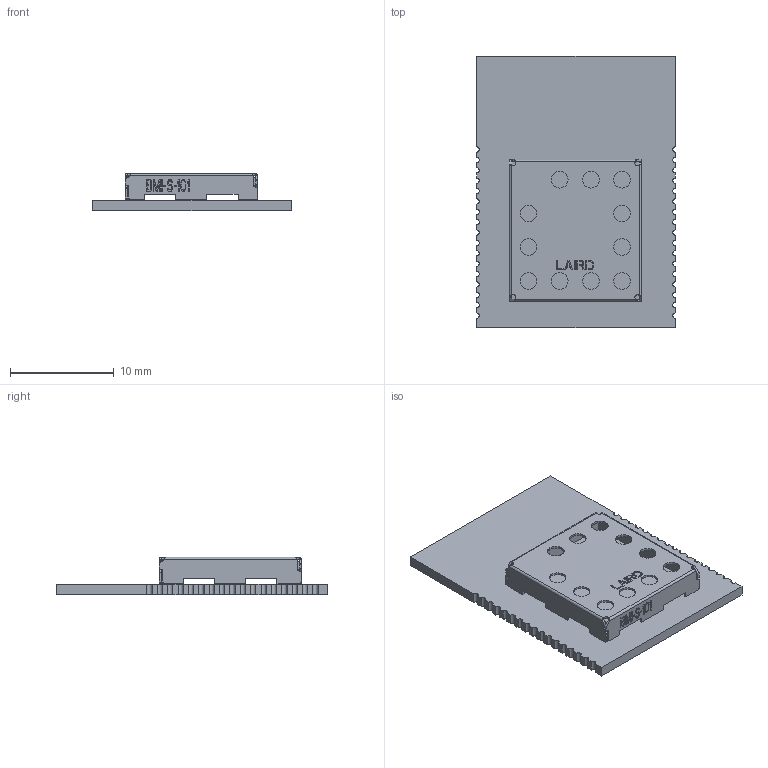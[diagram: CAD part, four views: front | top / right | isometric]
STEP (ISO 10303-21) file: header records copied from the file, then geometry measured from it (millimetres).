
FILE_DESCRIPTION(('KiCad electronic assembly'),'2;1');
FILE_NAME('dwm1001_3d.step','2018-05-29T13:31:12',('An Author'),( 'A Company'),'Open CASCADE STEP processor 6.9', 'KiCad to STEP converter','Unknown');
FILE_SCHEMA(('AUTOMOTIVE_DESIGN { 1 0 10303 214 1 1 1 1 }'));
Length unit declared in the file: millimetre
Products named in the file (4): Open CASCADE STEP translator 6.9 1; Laird-BMI-S-101; COMPOUND; SOLID
Assembly tree (3 placements, depth 3):
  Open CASCADE STEP translator 6.9 1
    Laird-BMI-S-101
      COMPOUND
    SOLID
Bounding box: 19.13 x 26.12 x 3.62 mm (x, y, z)
Volume: 547.4 mm3; surface area: 1632.7 mm2
Topology: 2 solids, 2 shells, 512 faces, 1440 edges, 952 vertices
Faces by surface type: plane 387, cylinder 109, bspline 16
Entity records: 36988 total; most frequent: CARTESIAN_POINT 8376, DIRECTION 5248, LINE 3804, VECTOR 3804, ORIENTED_EDGE 2880, PCURVE 2880, DEFINITIONAL_REPRESENTATION 2880, EDGE_CURVE 1440
